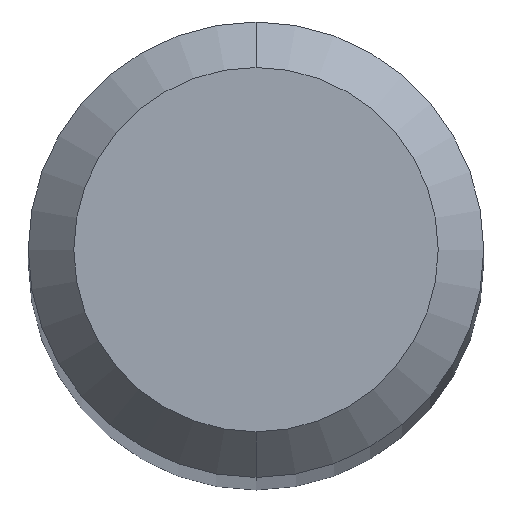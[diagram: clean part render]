
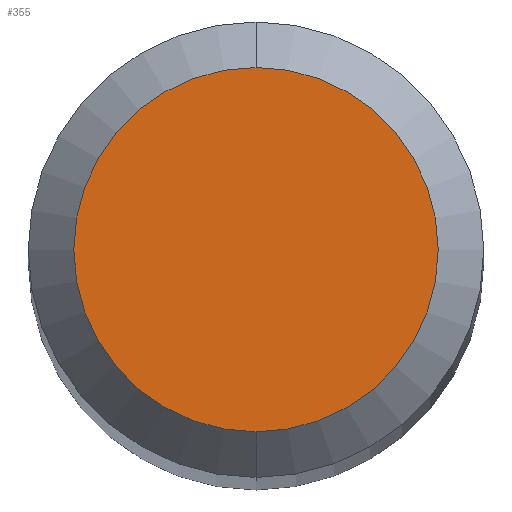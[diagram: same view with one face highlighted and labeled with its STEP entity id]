
A CAD part, top view. The second image highlights one B-rep face of the part: STEP entity #355.
In plain terms, the highlighted planar face has unit normal (0, 0, 1).
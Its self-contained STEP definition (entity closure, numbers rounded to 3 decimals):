
#213=EDGE_CURVE('',#391,#329,#521,.T.);
#227=EDGE_CURVE('',#329,#391,#537,.T.);
#329=VERTEX_POINT('',#648);
#355=ADVANCED_FACE('',(#677),#678,.T.);
#391=VERTEX_POINT('',#718);
#521=CIRCLE('',#901,1.2);
#537=CIRCLE('',#934,1.2);
#648=CARTESIAN_POINT('',(0.0,1.2,0.0));
#677=FACE_OUTER_BOUND('',#1198,.T.);
#678=PLANE('',#1199);
#718=CARTESIAN_POINT('',(0.,-1.2,0.0));
#901=AXIS2_PLACEMENT_3D('',#1462,#1463,#1464);
#934=AXIS2_PLACEMENT_3D('',#1486,#1487,#1488);
#1198=EDGE_LOOP('',(#1649,#1650));
#1199=AXIS2_PLACEMENT_3D('',#1651,#1652,#1653);
#1462=CARTESIAN_POINT('',(0.0,0.0,0.0));
#1463=DIRECTION('',(0.0,0.0,-1.0));
#1464=DIRECTION('',(0.0,1.0,0.0));
#1486=CARTESIAN_POINT('',(0.0,0.0,0.0));
#1487=DIRECTION('',(0.0,0.0,-1.0));
#1488=DIRECTION('',(0.0,1.0,0.0));
#1649=ORIENTED_EDGE('',*,*,#227,.F.);
#1650=ORIENTED_EDGE('',*,*,#213,.F.);
#1651=CARTESIAN_POINT('',(0.0,0.6,0.0));
#1652=DIRECTION('',(-0.0,0.0,1.0));
#1653=DIRECTION('',(0.0,-1.0,0.0));
